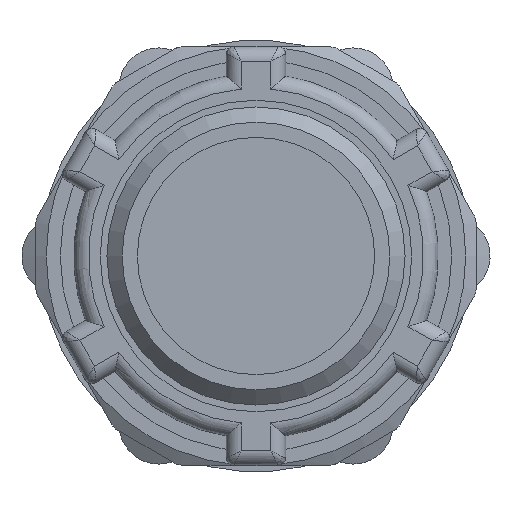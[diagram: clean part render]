
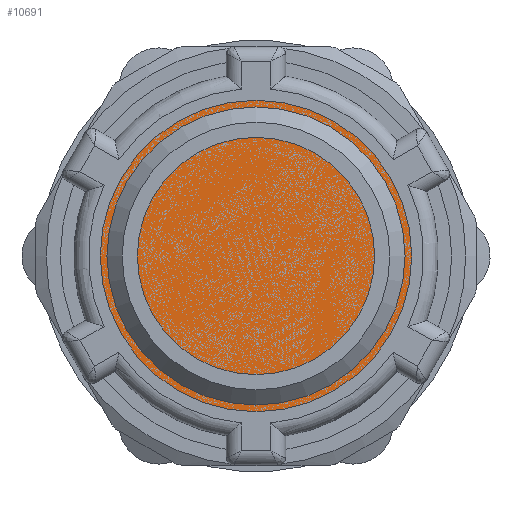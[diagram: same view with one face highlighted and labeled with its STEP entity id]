
A CAD part, front view. The second image highlights one B-rep face of the part: STEP entity #10691.
In plain terms, the highlighted planar face has unit normal (0, 1, 0).
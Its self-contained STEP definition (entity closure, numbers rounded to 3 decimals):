
#1354=FACE_OUTER_BOUND('',#2036,.T.);
#2036=EDGE_LOOP('',(#9213));
#2604=CIRCLE('',#11810,10.5);
#4878=VERTEX_POINT('',#21319);
#6326=EDGE_CURVE('',#4878,#4878,#2604,.T.);
#9213=ORIENTED_EDGE('',*,*,#6326,.T.);
#9424=PLANE('',#11809);
#10691=ADVANCED_FACE('',(#1354),#9424,.T.);
#11809=AXIS2_PLACEMENT_3D('',#21318,#14700,#14701);
#11810=AXIS2_PLACEMENT_3D('',#21320,#14702,#14703);
#14700=DIRECTION('center_axis',(0.,1.,0.));
#14701=DIRECTION('ref_axis',(0.,0.,1.));
#14702=DIRECTION('center_axis',(0.,1.,0.));
#14703=DIRECTION('ref_axis',(-1.,0.,0.));
#21318=CARTESIAN_POINT('Origin',(-3.799,-1.921,0.));
#21319=CARTESIAN_POINT('',(-3.799,-1.921,-10.5));
#21320=CARTESIAN_POINT('Origin',(-3.799,-1.921,0.));
